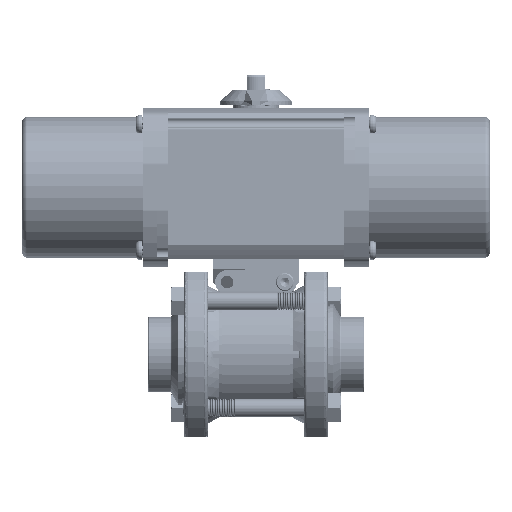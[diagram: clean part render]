
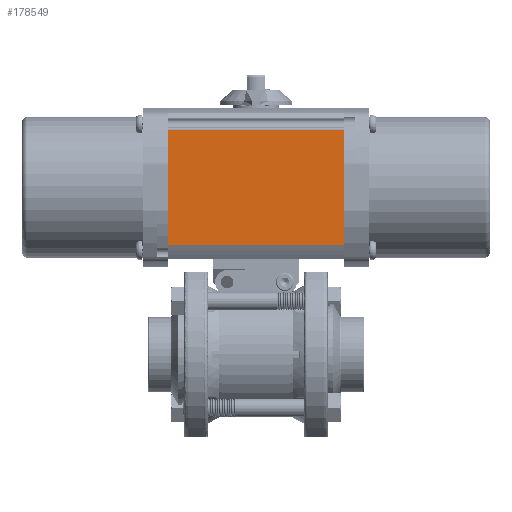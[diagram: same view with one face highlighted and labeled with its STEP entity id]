
A CAD part, top view. The second image highlights one B-rep face of the part: STEP entity #178549.
In plain terms, the highlighted planar face has unit normal (0, 0, 1).
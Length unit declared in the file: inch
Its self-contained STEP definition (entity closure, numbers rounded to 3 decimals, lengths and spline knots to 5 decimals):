
#124 = CARTESIAN_POINT ( 'NONE',  ( 1.54405, 3.80036, 3.281 ) ) ;
#8035 = ORIENTED_EDGE ( 'NONE', *, *, #107762, .T. ) ;
#17294 = VECTOR ( 'NONE', #144364, 39.37008 ) ;
#21810 = LINE ( 'NONE', #124, #17294 ) ;
#25526 = ORIENTED_EDGE ( 'NONE', *, *, #47457, .F. ) ;
#26315 = DIRECTION ( 'NONE',  ( 0., 1., 0. ) ) ;
#31329 = ORIENTED_EDGE ( 'NONE', *, *, #78677, .T. ) ;
#33553 = CARTESIAN_POINT ( 'NONE',  ( -5.02378, 1.79883, 3.281 ) ) ;
#47457 = EDGE_CURVE ( 'NONE', #50942, #73592, #21810, .T. ) ;
#50942 = VERTEX_POINT ( 'NONE', #156419 ) ;
#58622 = DIRECTION ( 'NONE',  ( 0., 0., -1. ) ) ;
#71323 = VECTOR ( 'NONE', #118575, 39.37008 ) ;
#72735 = ORIENTED_EDGE ( 'NONE', *, *, #159162, .F. ) ;
#73592 = VERTEX_POINT ( 'NONE', #101048 ) ;
#78677 = EDGE_CURVE ( 'NONE', #50942, #127177, #148341, .T. ) ;
#81171 = LINE ( 'NONE', #155994, #119698 ) ;
#83717 = LINE ( 'NONE', #33553, #122225 ) ;
#101048 = CARTESIAN_POINT ( 'NONE',  ( 1.54405, 1.79883, 3.281 ) ) ;
#104616 = CARTESIAN_POINT ( 'NONE',  ( -5.02378, 3.79309, 3.281 ) ) ;
#107762 = EDGE_CURVE ( 'NONE', #143324, #73592, #83717, .T. ) ;
#118575 = DIRECTION ( 'NONE',  ( -1., 0., 0. ) ) ;
#119698 = VECTOR ( 'NONE', #26315, 39.37008 ) ;
#120252 = DIRECTION ( 'NONE',  ( 1., 0., 0. ) ) ;
#121289 = CARTESIAN_POINT ( 'NONE',  ( -1.51095, 3.79309, 3.281 ) ) ;
#122225 = VECTOR ( 'NONE', #120252, 39.37008 ) ;
#123714 = CARTESIAN_POINT ( 'NONE',  ( -1.51095, 1.79883, 3.281 ) ) ;
#127177 = VERTEX_POINT ( 'NONE', #121289 ) ;
#135482 = AXIS2_PLACEMENT_3D ( 'NONE', #187721, #58622, #159858 ) ;
#143324 = VERTEX_POINT ( 'NONE', #123714 ) ;
#144364 = DIRECTION ( 'NONE',  ( 0., -1., 0. ) ) ;
#145374 = PLANE ( 'NONE',  #135482 ) ;
#148341 = LINE ( 'NONE', #104616, #71323 ) ;
#155994 = CARTESIAN_POINT ( 'NONE',  ( -1.51095, 3.80036, 3.281 ) ) ;
#156419 = CARTESIAN_POINT ( 'NONE',  ( 1.54405, 3.79309, 3.281 ) ) ;
#159162 = EDGE_CURVE ( 'NONE', #143324, #127177, #81171, .T. ) ;
#159858 = DIRECTION ( 'NONE',  ( 0., -1., 0. ) ) ;
#165677 = EDGE_LOOP ( 'NONE', ( #25526, #31329, #72735, #8035 ) ) ;
#171056 = FACE_OUTER_BOUND ( 'NONE', #165677, .T. ) ;
#178549 = ADVANCED_FACE ( 'NONE', ( #171056 ), #145374, .F. ) ;
#187721 = CARTESIAN_POINT ( 'NONE',  ( -5.02378, 3.80036, 3.281 ) ) ;
